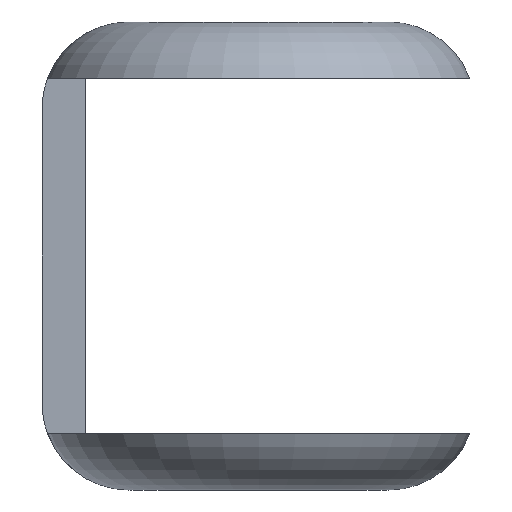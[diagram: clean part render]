
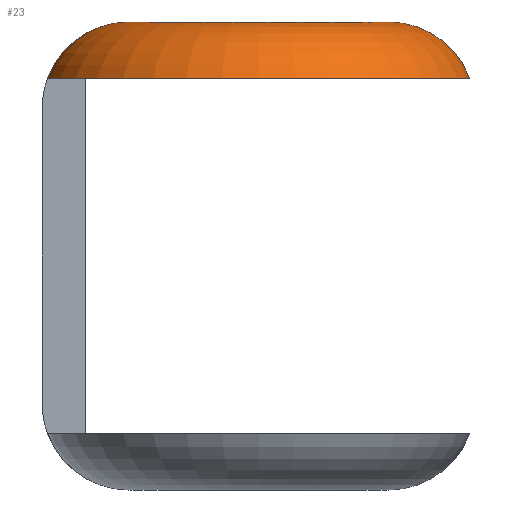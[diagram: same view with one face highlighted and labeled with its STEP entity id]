
A CAD part, front view. The second image highlights one B-rep face of the part: STEP entity #23.
In plain terms, the highlighted toroidal (fillet/blend) face has major radius 3 mm and minor radius 2 mm.
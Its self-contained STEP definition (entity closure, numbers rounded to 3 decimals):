
#23 = ADVANCED_FACE ( 'NONE', ( #206 ), #536, .T. ) ;
#27 = DIRECTION ( 'NONE',  ( 0., -1., 0. ) ) ;
#53 = CARTESIAN_POINT ( 'NONE',  ( 0.127, 0., 9.5 ) ) ;
#90 = EDGE_CURVE ( 'NONE', #233, #450, #838, .T. ) ;
#103 = CARTESIAN_POINT ( 'NONE',  ( 2., 0., 10.8 ) ) ;
#107 = VERTEX_POINT ( 'NONE', #103 ) ;
#155 = AXIS2_PLACEMENT_3D ( 'NONE', #568, #195, #640 ) ;
#179 = EDGE_CURVE ( 'NONE', #107, #663, #611, .T. ) ;
#192 = AXIS2_PLACEMENT_3D ( 'NONE', #282, #671, #328 ) ;
#195 = DIRECTION ( 'NONE',  ( 0., 0., 1. ) ) ;
#206 = FACE_OUTER_BOUND ( 'NONE', #228, .T. ) ;
#218 = CARTESIAN_POINT ( 'NONE',  ( 5., 0., 9.5 ) ) ;
#228 = EDGE_LOOP ( 'NONE', ( #746, #745, #722, #809 ) ) ;
#233 = VERTEX_POINT ( 'NONE', #856 ) ;
#277 = DIRECTION ( 'NONE',  ( 0., -1., 0. ) ) ;
#282 = CARTESIAN_POINT ( 'NONE',  ( 2., 0., 8.8 ) ) ;
#328 = DIRECTION ( 'NONE',  ( 1., 0., 0. ) ) ;
#348 = CARTESIAN_POINT ( 'NONE',  ( 8., 0., 10.8 ) ) ;
#358 = CARTESIAN_POINT ( 'NONE',  ( 8., 0., 8.8 ) ) ;
#362 = EDGE_CURVE ( 'NONE', #233, #663, #525, .T. ) ;
#395 = CARTESIAN_POINT ( 'NONE',  ( 5., 0., 8.8 ) ) ;
#435 = AXIS2_PLACEMENT_3D ( 'NONE', #218, #677, #277 ) ;
#447 = AXIS2_PLACEMENT_3D ( 'NONE', #358, #27, #808 ) ;
#450 = VERTEX_POINT ( 'NONE', #348 ) ;
#525 = CIRCLE ( 'NONE', #435, 4.873 ) ;
#536 = TOROIDAL_SURFACE ( 'NONE', #689, 3., 2. ) ;
#568 = CARTESIAN_POINT ( 'NONE',  ( 5., 0., 10.8 ) ) ;
#569 = DIRECTION ( 'NONE',  ( 0., 0., 1. ) ) ;
#611 = CIRCLE ( 'NONE', #192, 2. ) ;
#612 = DIRECTION ( 'NONE',  ( 1., 0., 0. ) ) ;
#634 = CIRCLE ( 'NONE', #155, 3. ) ;
#640 = DIRECTION ( 'NONE',  ( 1., 0., 0. ) ) ;
#663 = VERTEX_POINT ( 'NONE', #53 ) ;
#671 = DIRECTION ( 'NONE',  ( 0., -1., 0. ) ) ;
#677 = DIRECTION ( 'NONE',  ( 0., 0., -1. ) ) ;
#689 = AXIS2_PLACEMENT_3D ( 'NONE', #395, #569, #612 ) ;
#702 = EDGE_CURVE ( 'NONE', #107, #450, #634, .T. ) ;
#722 = ORIENTED_EDGE ( 'NONE', *, *, #90, .T. ) ;
#745 = ORIENTED_EDGE ( 'NONE', *, *, #362, .F. ) ;
#746 = ORIENTED_EDGE ( 'NONE', *, *, #179, .T. ) ;
#808 = DIRECTION ( 'NONE',  ( 0., 0., -1. ) ) ;
#809 = ORIENTED_EDGE ( 'NONE', *, *, #702, .F. ) ;
#838 = CIRCLE ( 'NONE', #447, 2. ) ;
#856 = CARTESIAN_POINT ( 'NONE',  ( 9.873, 0., 9.5 ) ) ;
